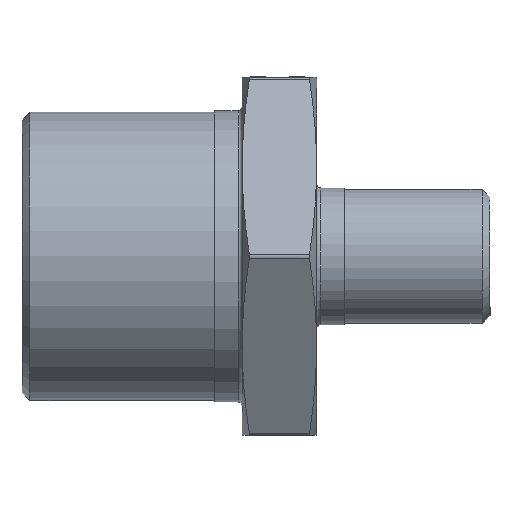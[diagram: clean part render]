
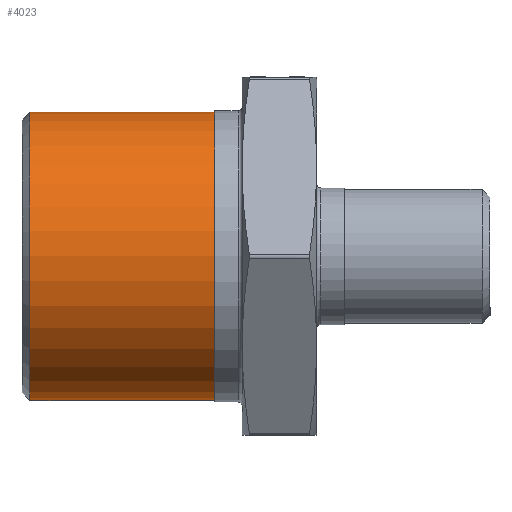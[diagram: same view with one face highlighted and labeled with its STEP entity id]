
A CAD part, front view. The second image highlights one B-rep face of the part: STEP entity #4023.
In plain terms, the highlighted cylindrical face has radius 10.477 mm (diameter 20.955 mm), a full revolution.
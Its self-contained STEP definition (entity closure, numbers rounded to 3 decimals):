
#132 = AXIS2_PLACEMENT_3D ( 'NONE', #2043, #2046, #2048 ) ;
#146 = CIRCLE ( 'NONE', #132, 10.477 ) ;
#181 = AXIS2_PLACEMENT_3D ( 'NONE', #2347, #2362, #2351 ) ;
#213 = CIRCLE ( 'NONE', #181, 10.477 ) ;
#2043 = CARTESIAN_POINT ( 'NONE',  ( -18.125, 0., 0. ) ) ;
#2046 = DIRECTION ( 'NONE',  ( -1., 0., 0. ) ) ;
#2048 = DIRECTION ( 'NONE',  ( 0., 0., 1. ) ) ;
#2347 = CARTESIAN_POINT ( 'NONE',  ( -4.7, 0., 0. ) ) ;
#2351 = DIRECTION ( 'NONE',  ( 0., 0., 1. ) ) ;
#2362 = DIRECTION ( 'NONE',  ( -1., 0., 0. ) ) ;
#4023 = ADVANCED_FACE ( 'NONE', ( #4487, #4471 ), #4489, .T. ) ;
#4367 = VERTEX_POINT ( 'NONE', #4369 ) ;
#4369 = CARTESIAN_POINT ( 'NONE',  ( -18.125, 0., 10.477 ) ) ;
#4460 = CARTESIAN_POINT ( 'NONE',  ( -4.7, 0., 10.477 ) ) ;
#4463 = VERTEX_POINT ( 'NONE', #4460 ) ;
#4471 = FACE_OUTER_BOUND ( 'NONE', #6236, .T. ) ;
#4472 = DIRECTION ( 'NONE',  ( -1., 0., 0. ) ) ;
#4473 = DIRECTION ( 'NONE',  ( 0., 0., 1. ) ) ;
#4486 = CARTESIAN_POINT ( 'NONE',  ( 0., 0., 0. ) ) ;
#4487 = FACE_OUTER_BOUND ( 'NONE', #6202, .T. ) ;
#4489 = CYLINDRICAL_SURFACE ( 'NONE', #9886, 10.477 ) ;
#6202 = EDGE_LOOP ( 'NONE', ( #6537 ) ) ;
#6236 = EDGE_LOOP ( 'NONE', ( #6555 ) ) ;
#6537 = ORIENTED_EDGE ( 'NONE', *, *, #11739, .T. ) ;
#6555 = ORIENTED_EDGE ( 'NONE', *, *, #11707, .F. ) ;
#9886 = AXIS2_PLACEMENT_3D ( 'NONE', #4486, #4472, #4473 ) ;
#11707 = EDGE_CURVE ( 'NONE', #4367, #4367, #146, .T. ) ;
#11739 = EDGE_CURVE ( 'NONE', #4463, #4463, #213, .T. ) ;
